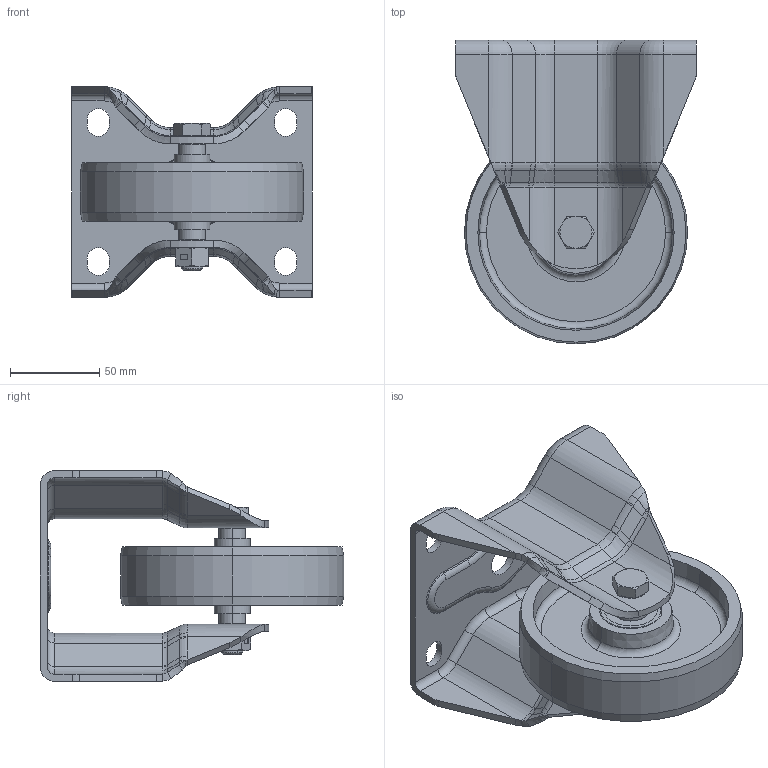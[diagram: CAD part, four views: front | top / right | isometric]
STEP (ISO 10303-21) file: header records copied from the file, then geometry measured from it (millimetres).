
FILE_DESCRIPTION (( 'STEP AP214' ), '1' );
FILE_NAME ('0047454_B-IHB-GGK-125-K_(A-01).step', '2019-08-19T08:20:50', ( 'Windows-Benutzer' ), ( '' ), 'SwSTEP 2.0', 'SolidWorks 2018', '' );
FILE_SCHEMA (( 'AUTOMOTIVE_DESIGN' ));
Length unit declared in the file: millimetre
Products named in the file (1): 0047454_B-IHB-GGK-125-K_(A-01)
Bounding box: 135 x 170 x 118 mm (x, y, z)
Volume: 358863.5 mm3; surface area: 156496.9 mm2
Topology: 17 solids, 17 shells, 628 faces, 1386 edges, 808 vertices
Faces by surface type: cylinder 196, bspline 160, plane 142, torus 94, cone 36
Entity records: 28549 total; most frequent: CARTESIAN_POINT 8528, ORIENTED_EDGE 2772, DIRECTION 2537, EDGE_CURVE 1386, AXIS2_PLACEMENT_3D 1037, VERTEX_POINT 808, EDGE_LOOP 688, UNCERTAINTY_MEASURE_WITH_UNIT 647
